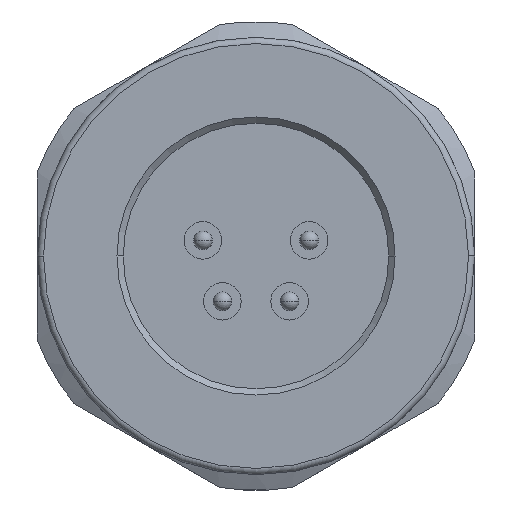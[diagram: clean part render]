
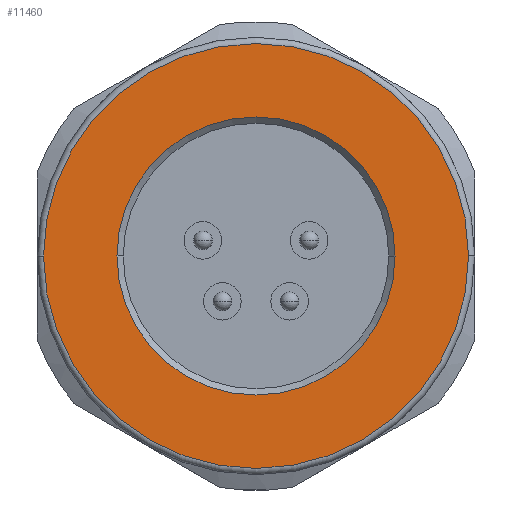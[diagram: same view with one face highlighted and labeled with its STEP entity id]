
A CAD part, front view. The second image highlights one B-rep face of the part: STEP entity #11460.
In plain terms, the highlighted planar face has unit normal (0, -1, 0).
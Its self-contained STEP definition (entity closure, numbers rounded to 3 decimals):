
#2713=CARTESIAN_POINT('',(0.,-7.25,0.));
#2714=DIRECTION('',(0.,-1.,0.));
#2715=DIRECTION('',(-1.,0.,0.));
#2716=AXIS2_PLACEMENT_3D('',#2713,#2714,#2715);
#2733=CARTESIAN_POINT('',(0.,-7.25,0.));
#2734=DIRECTION('',(0.,-1.,0.));
#2735=DIRECTION('',(1.,0.,0.));
#2736=AXIS2_PLACEMENT_3D('',#2733,#2734,#2735);
#2743=CARTESIAN_POINT('',(0.,-7.25,0.));
#2744=DIRECTION('',(0.,1.,0.));
#2745=DIRECTION('',(1.,0.,0.));
#2746=AXIS2_PLACEMENT_3D('',#2743,#2744,#2745);
#2748=CARTESIAN_POINT('',(0.,-7.25,0.));
#2749=DIRECTION('',(0.,1.,0.));
#2750=DIRECTION('',(-1.,0.,0.));
#2751=AXIS2_PLACEMENT_3D('',#2748,#2749,#2750);
#2762=CARTESIAN_POINT('',(0.,-7.25,0.));
#2763=DIRECTION('',(0.,1.,0.));
#2764=DIRECTION('',(1.,0.,0.));
#2765=AXIS2_PLACEMENT_3D('',#2762,#2763,#2764);
#2776=CARTESIAN_POINT('',(0.,-7.25,0.));
#2777=DIRECTION('',(0.,1.,0.));
#2778=DIRECTION('',(-1.,0.,0.));
#2779=AXIS2_PLACEMENT_3D('',#2776,#2777,#2778);
#7105=CARTESIAN_POINT('',(-6.8,-7.25,0.));
#7106=VERTEX_POINT('',#7105);
#7107=CARTESIAN_POINT('',(6.8,-7.25,0.));
#7108=CARTESIAN_POINT('',(-6.8,-7.25,-0.039));
#7109=VERTEX_POINT('',#7107);
#7110=VERTEX_POINT('',#7108);
#7111=CARTESIAN_POINT('',(6.8,-7.25,0.039));
#7112=VERTEX_POINT('',#7111);
#7421=CARTESIAN_POINT('',(-4.45,-7.25,0.));
#7422=VERTEX_POINT('',#7421);
#7423=CARTESIAN_POINT('',(4.45,-7.25,0.));
#7424=VERTEX_POINT('',#7423);
#11443=CARTESIAN_POINT('',(0.,-7.25,0.));
#11444=DIRECTION('',(0.,1.,0.));
#11445=DIRECTION('',(1.,0.,0.));
#11446=AXIS2_PLACEMENT_3D('',#11443,#11444,#11445);
#11447=PLANE('',#11446);
#11448=ORIENTED_EDGE('',*,*,#11420,.T.);
#11449=ORIENTED_EDGE('',*,*,#11418,.F.);
#11450=ORIENTED_EDGE('',*,*,#11437,.T.);
#11451=ORIENTED_EDGE('',*,*,#11435,.F.);
#11452=EDGE_LOOP('',(#11448,#11449,#11450,#11451));
#11453=FACE_OUTER_BOUND('',#11452,.F.);
#11455=ORIENTED_EDGE('',*,*,#11454,.F.);
#11457=ORIENTED_EDGE('',*,*,#11456,.F.);
#11458=EDGE_LOOP('',(#11455,#11457));
#11459=FACE_BOUND('',#11458,.F.);
#2717=CIRCLE('',#2716,6.8);
#2737=CIRCLE('',#2736,6.8);
#2747=CIRCLE('',#2746,6.8);
#2752=CIRCLE('',#2751,6.8);
#2766=CIRCLE('',#2765,4.45);
#2780=CIRCLE('',#2779,4.45);
#11418=EDGE_CURVE('',#7106,#7110,#2717,.T.);
#11420=EDGE_CURVE('',#7109,#7110,#2747,.T.);
#11435=EDGE_CURVE('',#7109,#7112,#2737,.T.);
#11437=EDGE_CURVE('',#7106,#7112,#2752,.T.);
#11454=EDGE_CURVE('',#7424,#7422,#2766,.T.);
#11456=EDGE_CURVE('',#7422,#7424,#2780,.T.);
#11460=ADVANCED_FACE('',(#11453,#11459),#11447,.F.);
